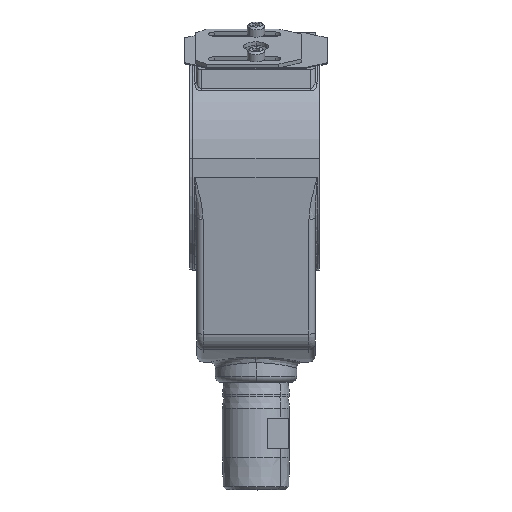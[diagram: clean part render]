
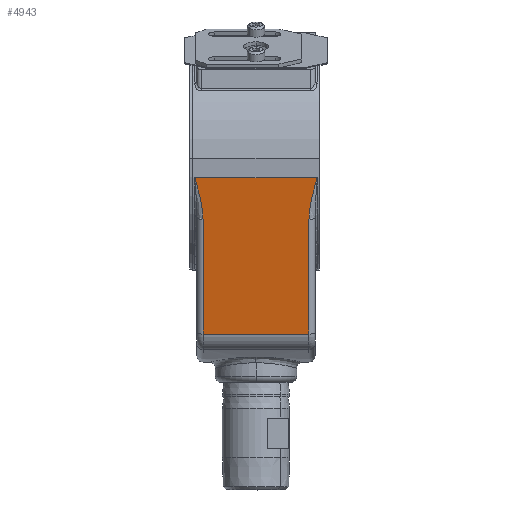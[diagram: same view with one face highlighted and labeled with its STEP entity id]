
A CAD part, top view. The second image highlights one B-rep face of the part: STEP entity #4943.
In plain terms, the highlighted planar face has unit normal (0, -0.174, 0.985).
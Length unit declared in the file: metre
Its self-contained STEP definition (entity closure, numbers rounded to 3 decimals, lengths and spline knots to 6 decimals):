
#290 = DIRECTION ( 'NONE',  ( 0., 0.174, -0.985 ) ) ;
#343 = CARTESIAN_POINT ( 'NONE',  ( -0.029054, -0.012909, 0.053572 ) ) ;
#389 = B_SPLINE_CURVE_WITH_KNOTS ( 'NONE', 3,
 ( #4542, #9169, #688, #6087, #1457, #6873, #2245, #7655, #3019, #8438, #3800, #9201, #4577, #9987 ),
 .UNSPECIFIED., .F., .F.,
 ( 4, 2, 2, 2, 2, 2, 4 ),
 ( 0., 0.002649, 0.005299, 0.010598, 0.015897, 0.018546, 0.021196 ),
 .UNSPECIFIED. ) ;
#451 = EDGE_CURVE ( 'NONE', #1505, #3647, #877, .T. ) ;
#688 = CARTESIAN_POINT ( 'NONE',  ( 0.02604, -0.028275, 0.050863 ) ) ;
#697 = VERTEX_POINT ( 'NONE', #5690 ) ;
#760 = VECTOR ( 'NONE', #2974, 1. ) ;
#801 = VERTEX_POINT ( 'NONE', #6040 ) ;
#877 = LINE ( 'NONE', #8729, #1344 ) ;
#1112 = CARTESIAN_POINT ( 'NONE',  ( -0.027726, -0.017968, 0.05268 ) ) ;
#1344 = VECTOR ( 'NONE', #3318, 1. ) ;
#1457 = CARTESIAN_POINT ( 'NONE',  ( 0.026277, -0.025676, 0.051321 ) ) ;
#1505 = VERTEX_POINT ( 'NONE', #6184 ) ;
#1509 = VECTOR ( 'NONE', #8231, 1. ) ;
#1889 = CARTESIAN_POINT ( 'NONE',  ( -0.02664, -0.023089, 0.051777 ) ) ;
#2190 = CARTESIAN_POINT ( 'NONE',  ( 0.026, -0.019926, 0.052335 ) ) ;
#2245 = CARTESIAN_POINT ( 'NONE',  ( 0.02697, -0.021373, 0.05208 ) ) ;
#2667 = CARTESIAN_POINT ( 'NONE',  ( -0.026179, -0.02654, 0.051169 ) ) ;
#2730 = B_SPLINE_CURVE_WITH_KNOTS ( 'NONE', 3,
 ( #3414, #9493, #343, #5728, #1112, #6521, #1889, #7302, #2667, #8080, #3451, #8859 ),
 .UNSPECIFIED., .F., .F.,
 ( 4, 2, 2, 2, 2, 4 ),
 ( -0.000046, 0.00526, 0.010567, 0.015873, 0.018526, 0.021179 ),
 .UNSPECIFIED. ) ;
#2818 = CARTESIAN_POINT ( 'NONE',  ( -0.026, -0.086309, 0.04063 ) ) ;
#2974 = DIRECTION ( 'NONE',  ( 0., 0.985, 0.174 ) ) ;
#3019 = CARTESIAN_POINT ( 'NONE',  ( 0.028154, -0.016278, 0.052978 ) ) ;
#3300 = CARTESIAN_POINT ( 'NONE',  ( 0.026, -0.030019, 0.050555 ) ) ;
#3318 = DIRECTION ( 'NONE',  ( -1., 0., 0. ) ) ;
#3414 = CARTESIAN_POINT ( 'NONE',  ( -0.03, -0.009551, 0.054164 ) ) ;
#3419 = VERTEX_POINT ( 'NONE', #8856 ) ;
#3451 = CARTESIAN_POINT ( 'NONE',  ( -0.026, -0.029145, 0.050709 ) ) ;
#3647 = VERTEX_POINT ( 'NONE', #8329 ) ;
#3658 = ORIENTED_EDGE ( 'NONE', *, *, #451, .F. ) ;
#3800 = CARTESIAN_POINT ( 'NONE',  ( 0.02906, -0.01291, 0.053572 ) ) ;
#3947 = EDGE_CURVE ( 'NONE', #697, #3647, #7445, .T. ) ;
#4015 = EDGE_CURVE ( 'NONE', #4879, #801, #389, .T. ) ;
#4146 = PLANE ( 'NONE',  #8807 ) ;
#4542 = CARTESIAN_POINT ( 'NONE',  ( 0.026, -0.030019, 0.050555 ) ) ;
#4577 = CARTESIAN_POINT ( 'NONE',  ( 0.029764, -0.010389, 0.054017 ) ) ;
#4801 = DIRECTION ( 'NONE',  ( -1., 0., 0. ) ) ;
#4879 = VERTEX_POINT ( 'NONE', #3300 ) ;
#4921 = CARTESIAN_POINT ( 'NONE',  ( 0.029, -0.009551, 0.054164 ) ) ;
#4943 = ADVANCED_FACE ( 'NONE', ( #9036 ), #4146, .F. ) ;
#5547 = EDGE_LOOP ( 'NONE', ( #7075, #8771, #7371, #3658, #8133, #6792 ) ) ;
#5555 = CARTESIAN_POINT ( 'NONE',  ( 0.029, -0.009551, 0.054164 ) ) ;
#5680 = DIRECTION ( 'NONE',  ( 0., 0.985, 0.174 ) ) ;
#5690 = CARTESIAN_POINT ( 'NONE',  ( -0.026, -0.030019, 0.050555 ) ) ;
#5728 = CARTESIAN_POINT ( 'NONE',  ( -0.028154, -0.016278, 0.052978 ) ) ;
#5875 = LINE ( 'NONE', #5555, #7457 ) ;
#6040 = CARTESIAN_POINT ( 'NONE',  ( 0.03, -0.009551, 0.054164 ) ) ;
#6087 = CARTESIAN_POINT ( 'NONE',  ( 0.026179, -0.02654, 0.051169 ) ) ;
#6095 = EDGE_CURVE ( 'NONE', #801, #3419, #5875, .T. ) ;
#6184 = CARTESIAN_POINT ( 'NONE',  ( 0.026, -0.086309, 0.04063 ) ) ;
#6521 = CARTESIAN_POINT ( 'NONE',  ( -0.02697, -0.021373, 0.05208 ) ) ;
#6684 = LINE ( 'NONE', #2190, #760 ) ;
#6792 = ORIENTED_EDGE ( 'NONE', *, *, #4015, .T. ) ;
#6873 = CARTESIAN_POINT ( 'NONE',  ( 0.02664, -0.023089, 0.051777 ) ) ;
#7075 = ORIENTED_EDGE ( 'NONE', *, *, #6095, .T. ) ;
#7302 = CARTESIAN_POINT ( 'NONE',  ( -0.026277, -0.025676, 0.051321 ) ) ;
#7371 = ORIENTED_EDGE ( 'NONE', *, *, #3947, .T. ) ;
#7445 = LINE ( 'NONE', #2818, #1509 ) ;
#7457 = VECTOR ( 'NONE', #4801, 1. ) ;
#7501 = EDGE_CURVE ( 'NONE', #1505, #4879, #6684, .T. ) ;
#7655 = CARTESIAN_POINT ( 'NONE',  ( 0.027726, -0.017968, 0.05268 ) ) ;
#8080 = CARTESIAN_POINT ( 'NONE',  ( -0.02604, -0.028275, 0.050863 ) ) ;
#8133 = ORIENTED_EDGE ( 'NONE', *, *, #7501, .T. ) ;
#8231 = DIRECTION ( 'NONE',  ( 0., -0.985, -0.174 ) ) ;
#8329 = CARTESIAN_POINT ( 'NONE',  ( -0.026, -0.086309, 0.04063 ) ) ;
#8438 = CARTESIAN_POINT ( 'NONE',  ( 0.028829, -0.013751, 0.053424 ) ) ;
#8729 = CARTESIAN_POINT ( 'NONE',  ( 0.029, -0.086309, 0.04063 ) ) ;
#8771 = ORIENTED_EDGE ( 'NONE', *, *, #9995, .T. ) ;
#8807 = AXIS2_PLACEMENT_3D ( 'NONE', #4921, #290, #5680 ) ;
#8856 = CARTESIAN_POINT ( 'NONE',  ( -0.03, -0.009551, 0.054164 ) ) ;
#8859 = CARTESIAN_POINT ( 'NONE',  ( -0.026, -0.030019, 0.050555 ) ) ;
#9036 = FACE_OUTER_BOUND ( 'NONE', #5547, .T. ) ;
#9169 = CARTESIAN_POINT ( 'NONE',  ( 0.026, -0.029145, 0.050709 ) ) ;
#9201 = CARTESIAN_POINT ( 'NONE',  ( 0.029527, -0.01123, 0.053868 ) ) ;
#9493 = CARTESIAN_POINT ( 'NONE',  ( -0.029527, -0.011229, 0.053868 ) ) ;
#9987 = CARTESIAN_POINT ( 'NONE',  ( 0.03, -0.009551, 0.054164 ) ) ;
#9995 = EDGE_CURVE ( 'NONE', #3419, #697, #2730, .T. ) ;
